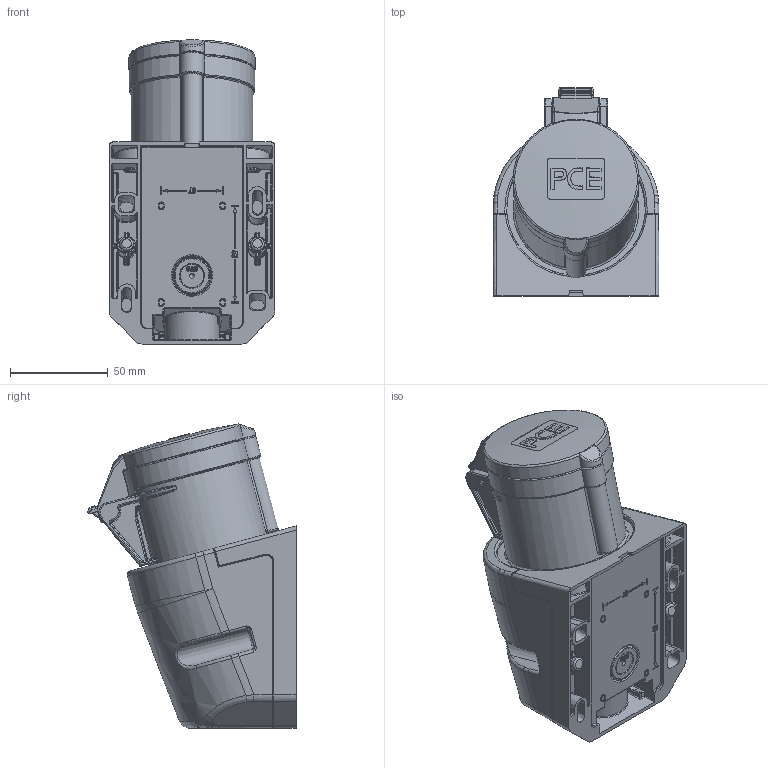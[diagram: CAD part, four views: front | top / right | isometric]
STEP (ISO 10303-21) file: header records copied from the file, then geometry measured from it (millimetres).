
FILE_DESCRIPTION (( 'STEP AP203' ), '1' );
FILE_NAME ('123-6, 124-6.STEP', '2017-12-21T09:24:41', ( '' ), ( '' ), 'SwSTEP 2.0', 'SolidWorks 2016', '' );
FILE_SCHEMA (( 'CONFIG_CONTROL_DESIGN' ));
Products named in the file (1): 123-6, 124-6
Bounding box: 85 x 106.65 x 155.76 mm (x, y, z)
Volume: 668499.6 mm3; surface area: 64733.8 mm2
Topology: 1 solids, 1 shells, 1661 faces, 4129 edges, 2458 vertices
Faces by surface type: bspline 508, plane 491, cylinder 448, sphere 96, torus 86, cone 32
Full cylindrical faces by diameter (mm): 25 x1, 62.4 x1
Entity records: 93930 total; most frequent: CARTESIAN_POINT 60397, ORIENTED_EDGE 7912, DIRECTION 5395, EDGE_CURVE 3956, VERTEX_POINT 2391, AXIS2_PLACEMENT_3D 1924, EDGE_LOOP 1759, FACE_OUTER_BOUND 1682
